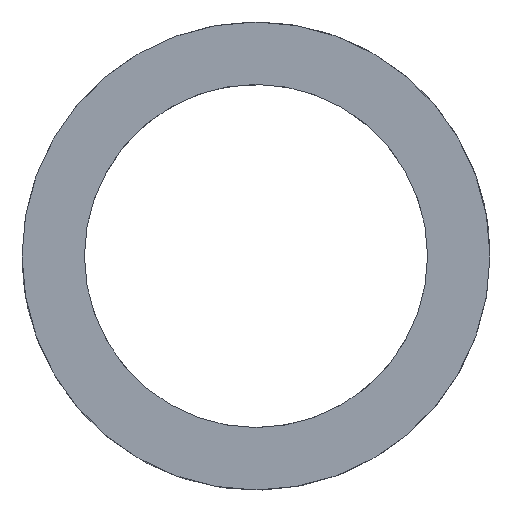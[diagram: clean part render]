
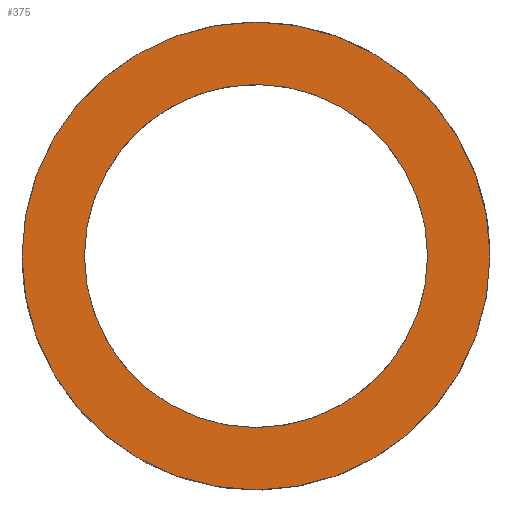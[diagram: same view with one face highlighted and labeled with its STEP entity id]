
A CAD part, top view. The second image highlights one B-rep face of the part: STEP entity #375.
In plain terms, the highlighted planar face has unit normal (0, 0, 1).
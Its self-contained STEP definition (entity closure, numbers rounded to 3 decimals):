
#36 = AXIS2_PLACEMENT_3D ( 'NONE', #133, #343, #106 ) ;
#48 = DIRECTION ( 'NONE',  ( 1., 0., 0. ) ) ;
#59 = DIRECTION ( 'NONE',  ( 0., 0., 1. ) ) ;
#82 = AXIS2_PLACEMENT_3D ( 'NONE', #373, #59, #48 ) ;
#87 = DIRECTION ( 'NONE',  ( 1., 0., 0. ) ) ;
#90 = DIRECTION ( 'NONE',  ( 0., 0., 1. ) ) ;
#97 = FACE_OUTER_BOUND ( 'NONE', #220, .T. ) ;
#98 = EDGE_CURVE ( 'NONE', #410, #501, #140, .T. ) ;
#104 = ORIENTED_EDGE ( 'NONE', *, *, #337, .T. ) ;
#106 = DIRECTION ( 'NONE',  ( 1., 0., 0. ) ) ;
#118 = CIRCLE ( 'NONE', #240, 15. ) ;
#119 = EDGE_CURVE ( 'NONE', #501, #410, #404, .T. ) ;
#131 = CARTESIAN_POINT ( 'NONE',  ( -15., 0., 17.35 ) ) ;
#133 = CARTESIAN_POINT ( 'NONE',  ( 0., 0., 17.35 ) ) ;
#140 = CIRCLE ( 'NONE', #370, 11. ) ;
#164 = AXIS2_PLACEMENT_3D ( 'NONE', #377, #291, #329 ) ;
#179 = FACE_BOUND ( 'NONE', #414, .T. ) ;
#208 = VERTEX_POINT ( 'NONE', #131 ) ;
#212 = ORIENTED_EDGE ( 'NONE', *, *, #266, .T. ) ;
#220 = EDGE_LOOP ( 'NONE', ( #104, #212 ) ) ;
#240 = AXIS2_PLACEMENT_3D ( 'NONE', #241, #90, #87 ) ;
#241 = CARTESIAN_POINT ( 'NONE',  ( 0., 0., 17.35 ) ) ;
#246 = ORIENTED_EDGE ( 'NONE', *, *, #98, .F. ) ;
#266 = EDGE_CURVE ( 'NONE', #208, #458, #118, .T. ) ;
#279 = CARTESIAN_POINT ( 'NONE',  ( 15., 0., 17.35 ) ) ;
#289 = DIRECTION ( 'NONE',  ( 1., 0., 0. ) ) ;
#291 = DIRECTION ( 'NONE',  ( 0., 0., 1. ) ) ;
#294 = CARTESIAN_POINT ( 'NONE',  ( -11., 0., 17.35 ) ) ;
#308 = CIRCLE ( 'NONE', #36, 15. ) ;
#329 = DIRECTION ( 'NONE',  ( 1., 0., 0. ) ) ;
#337 = EDGE_CURVE ( 'NONE', #458, #208, #308, .T. ) ;
#343 = DIRECTION ( 'NONE',  ( 0., 0., 1. ) ) ;
#362 = CARTESIAN_POINT ( 'NONE',  ( 0., 0., 17.35 ) ) ;
#370 = AXIS2_PLACEMENT_3D ( 'NONE', #362, #449, #289 ) ;
#373 = CARTESIAN_POINT ( 'NONE',  ( 0., 0., 17.35 ) ) ;
#375 = ADVANCED_FACE ( 'NONE', ( #179, #97 ), #382, .T. ) ;
#377 = CARTESIAN_POINT ( 'NONE',  ( 0., 0., 17.35 ) ) ;
#382 = PLANE ( 'NONE',  #164 ) ;
#404 = CIRCLE ( 'NONE', #82, 11. ) ;
#410 = VERTEX_POINT ( 'NONE', #294 ) ;
#414 = EDGE_LOOP ( 'NONE', ( #505, #246 ) ) ;
#449 = DIRECTION ( 'NONE',  ( 0., 0., 1. ) ) ;
#458 = VERTEX_POINT ( 'NONE', #279 ) ;
#466 = CARTESIAN_POINT ( 'NONE',  ( 11., 0., 17.35 ) ) ;
#501 = VERTEX_POINT ( 'NONE', #466 ) ;
#505 = ORIENTED_EDGE ( 'NONE', *, *, #119, .F. ) ;
